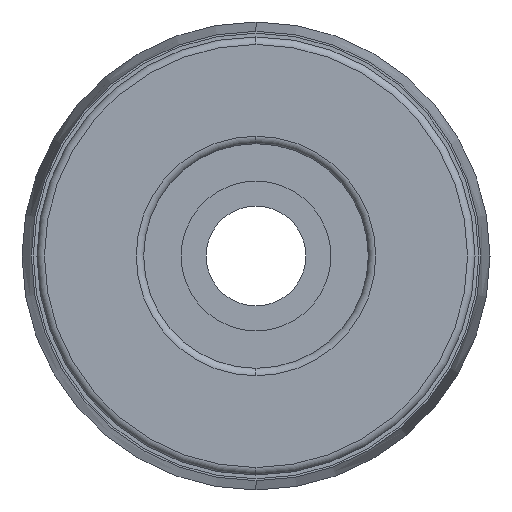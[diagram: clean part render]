
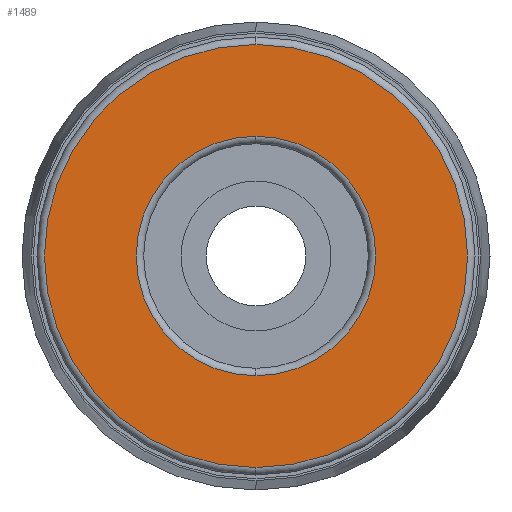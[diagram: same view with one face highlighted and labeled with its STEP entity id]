
A CAD part, left-side view. The second image highlights one B-rep face of the part: STEP entity #1489.
In plain terms, the highlighted planar face has unit normal (-1, 0, 0).
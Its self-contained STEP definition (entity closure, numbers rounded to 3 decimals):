
#19 = CARTESIAN_POINT ( 'NONE',  ( -18.75, 0., 0. ) ) ;
#40 = CIRCLE ( 'NONE', #1689, 5.65 ) ;
#46 = EDGE_CURVE ( 'NONE', #1578, #660, #40, .T. ) ;
#102 = DIRECTION ( 'NONE',  ( -1., 0., 0. ) ) ;
#114 = ORIENTED_EDGE ( 'NONE', *, *, #469, .F. ) ;
#162 = EDGE_CURVE ( 'NONE', #568, #949, #957, .T. ) ;
#168 = DIRECTION ( 'NONE',  ( 0., 0., 1. ) ) ;
#340 = DIRECTION ( 'NONE',  ( -1., 0., 0. ) ) ;
#429 = ORIENTED_EDGE ( 'NONE', *, *, #162, .F. ) ;
#469 = EDGE_CURVE ( 'NONE', #949, #568, #1343, .T. ) ;
#511 = CARTESIAN_POINT ( 'NONE',  ( -18.75, 0., 0. ) ) ;
#531 = PLANE ( 'NONE',  #1363 ) ;
#551 = CARTESIAN_POINT ( 'NONE',  ( -18.75, 0., -5.65 ) ) ;
#568 = VERTEX_POINT ( 'NONE', #1222 ) ;
#595 = EDGE_CURVE ( 'NONE', #660, #1578, #797, .T. ) ;
#644 = DIRECTION ( 'NONE',  ( 0., 0., 1. ) ) ;
#660 = VERTEX_POINT ( 'NONE', #551 ) ;
#682 = DIRECTION ( 'NONE',  ( 0., 0., -1. ) ) ;
#717 = ORIENTED_EDGE ( 'NONE', *, *, #46, .T. ) ;
#753 = AXIS2_PLACEMENT_3D ( 'NONE', #956, #102, #1097 ) ;
#797 = CIRCLE ( 'NONE', #753, 5.65 ) ;
#881 = EDGE_LOOP ( 'NONE', ( #429, #114 ) ) ;
#949 = VERTEX_POINT ( 'NONE', #1807 ) ;
#956 = CARTESIAN_POINT ( 'NONE',  ( -18.75, 0., 0. ) ) ;
#957 = CIRCLE ( 'NONE', #993, 3.2 ) ;
#981 = CARTESIAN_POINT ( 'NONE',  ( -18.75, 0., 5.65 ) ) ;
#993 = AXIS2_PLACEMENT_3D ( 'NONE', #511, #1493, #644 ) ;
#1014 = FACE_OUTER_BOUND ( 'NONE', #1261, .T. ) ;
#1024 = DIRECTION ( 'NONE',  ( -1., 0., 0. ) ) ;
#1097 = DIRECTION ( 'NONE',  ( 0., 0., 1. ) ) ;
#1194 = CARTESIAN_POINT ( 'NONE',  ( -18.75, 0., 0. ) ) ;
#1222 = CARTESIAN_POINT ( 'NONE',  ( -18.75, 0., 3.2 ) ) ;
#1241 = CARTESIAN_POINT ( 'NONE',  ( -18.75, 5.65, 0. ) ) ;
#1261 = EDGE_LOOP ( 'NONE', ( #717, #1530 ) ) ;
#1334 = DIRECTION ( 'NONE',  ( 0., 0., 1. ) ) ;
#1343 = CIRCLE ( 'NONE', #1350, 3.2 ) ;
#1350 = AXIS2_PLACEMENT_3D ( 'NONE', #1194, #340, #1334 ) ;
#1363 = AXIS2_PLACEMENT_3D ( 'NONE', #1241, #1527, #682 ) ;
#1489 = ADVANCED_FACE ( 'PLANAR_10', ( #1763, #1014 ), #531, .F. ) ;
#1493 = DIRECTION ( 'NONE',  ( -1., 0., 0. ) ) ;
#1527 = DIRECTION ( 'NONE',  ( 1., 0., 0. ) ) ;
#1530 = ORIENTED_EDGE ( 'NONE', *, *, #595, .T. ) ;
#1578 = VERTEX_POINT ( 'NONE', #981 ) ;
#1689 = AXIS2_PLACEMENT_3D ( 'NONE', #19, #1024, #168 ) ;
#1763 = FACE_BOUND ( 'NONE', #881, .T. ) ;
#1807 = CARTESIAN_POINT ( 'NONE',  ( -18.75, 0., -3.2 ) ) ;
